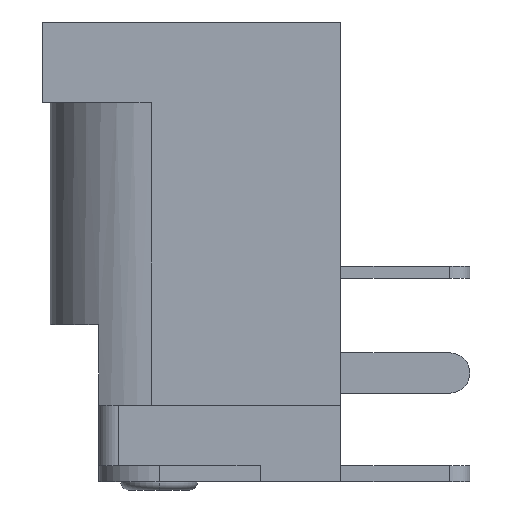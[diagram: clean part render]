
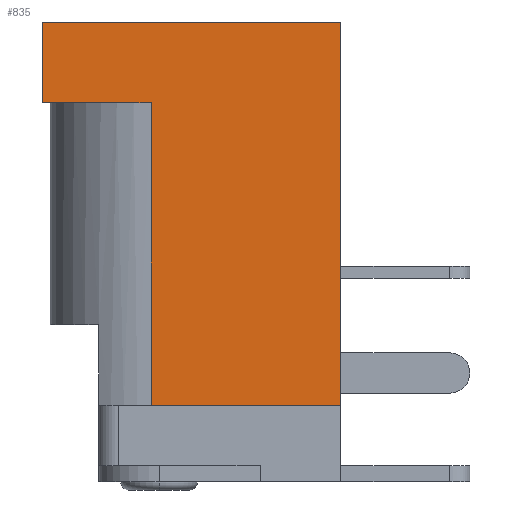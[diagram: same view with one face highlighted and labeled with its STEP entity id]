
A CAD part, left-side view. The second image highlights one B-rep face of the part: STEP entity #835.
In plain terms, the highlighted planar face has unit normal (-1, 0, 0).
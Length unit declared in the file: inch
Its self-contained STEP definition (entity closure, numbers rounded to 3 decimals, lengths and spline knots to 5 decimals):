
#65 = VECTOR ( 'NONE', #516, 39.37008 ) ;
#67 = DIRECTION ( 'NONE',  ( 0., 0., 1. ) ) ;
#80 = PLANE ( 'NONE',  #174 ) ;
#98 = EDGE_CURVE ( 'NONE', #416, #1770, #1319, .T. ) ;
#132 = VECTOR ( 'NONE', #1185, 39.37008 ) ;
#151 = EDGE_CURVE ( 'NONE', #479, #1128, #1811, .T. ) ;
#156 = ORIENTED_EDGE ( 'NONE', *, *, #151, .T. ) ;
#174 = AXIS2_PLACEMENT_3D ( 'NONE', #646, #808, #67 ) ;
#229 = VERTEX_POINT ( 'NONE', #906 ) ;
#301 = CARTESIAN_POINT ( 'NONE',  ( -0.09843, 0., -0.37402 ) ) ;
#324 = VECTOR ( 'NONE', #567, 39.37008 ) ;
#366 = DIRECTION ( 'NONE',  ( 0., 0., 1. ) ) ;
#393 = ORIENTED_EDGE ( 'NONE', *, *, #1344, .T. ) ;
#416 = VERTEX_POINT ( 'NONE', #996 ) ;
#428 = ORIENTED_EDGE ( 'NONE', *, *, #1626, .F. ) ;
#479 = VERTEX_POINT ( 'NONE', #1454 ) ;
#509 = VECTOR ( 'NONE', #1191, 39.37008 ) ;
#516 = DIRECTION ( 'NONE',  ( 0., 1., 0. ) ) ;
#567 = DIRECTION ( 'NONE',  ( 0., 0., -1. ) ) ;
#646 = CARTESIAN_POINT ( 'NONE',  ( -0.09843, 0., -0.37402 ) ) ;
#725 = CARTESIAN_POINT ( 'NONE',  ( -0.09843, 0.18504, -0.07874 ) ) ;
#754 = LINE ( 'NONE', #897, #509 ) ;
#788 = ORIENTED_EDGE ( 'NONE', *, *, #98, .F. ) ;
#808 = DIRECTION ( 'NONE',  ( -1., 0., 0. ) ) ;
#815 = LINE ( 'NONE', #1875, #1013 ) ;
#828 = LINE ( 'NONE', #848, #65 ) ;
#835 = ADVANCED_FACE ( 'NONE', ( #1257 ), #80, .T. ) ;
#848 = CARTESIAN_POINT ( 'NONE',  ( -0.09843, 0.29134, -0.07874 ) ) ;
#897 = CARTESIAN_POINT ( 'NONE',  ( -0.09843, 0., -0.37402 ) ) ;
#906 = CARTESIAN_POINT ( 'NONE',  ( -0.09843, 0., 0. ) ) ;
#996 = CARTESIAN_POINT ( 'NONE',  ( -0.09843, 0.29134, -0.07874 ) ) ;
#1013 = VECTOR ( 'NONE', #1253, 39.37008 ) ;
#1047 = EDGE_CURVE ( 'NONE', #1770, #229, #815, .T. ) ;
#1079 = CARTESIAN_POINT ( 'NONE',  ( -0.09843, 0.29134, 0. ) ) ;
#1125 = VERTEX_POINT ( 'NONE', #301 ) ;
#1128 = VERTEX_POINT ( 'NONE', #1572 ) ;
#1185 = DIRECTION ( 'NONE',  ( 0., -1., 0. ) ) ;
#1191 = DIRECTION ( 'NONE',  ( 0., 0., 1. ) ) ;
#1206 = VECTOR ( 'NONE', #366, 39.37008 ) ;
#1253 = DIRECTION ( 'NONE',  ( 0., -1., 0. ) ) ;
#1257 = FACE_OUTER_BOUND ( 'NONE', #1846, .T. ) ;
#1276 = ORIENTED_EDGE ( 'NONE', *, *, #1376, .T. ) ;
#1319 = LINE ( 'NONE', #1739, #1206 ) ;
#1344 = EDGE_CURVE ( 'NONE', #1125, #229, #754, .T. ) ;
#1376 = EDGE_CURVE ( 'NONE', #1128, #1125, #1943, .T. ) ;
#1454 = CARTESIAN_POINT ( 'NONE',  ( -0.09843, 0.18504, -0.07874 ) ) ;
#1564 = ORIENTED_EDGE ( 'NONE', *, *, #1047, .F. ) ;
#1572 = CARTESIAN_POINT ( 'NONE',  ( -0.09843, 0.18504, -0.37402 ) ) ;
#1626 = EDGE_CURVE ( 'NONE', #479, #416, #828, .T. ) ;
#1666 = CARTESIAN_POINT ( 'NONE',  ( -0.09843, 0., -0.37402 ) ) ;
#1739 = CARTESIAN_POINT ( 'NONE',  ( -0.09843, 0.29134, -0.37402 ) ) ;
#1770 = VERTEX_POINT ( 'NONE', #1079 ) ;
#1811 = LINE ( 'NONE', #725, #324 ) ;
#1846 = EDGE_LOOP ( 'NONE', ( #156, #1276, #393, #1564, #788, #428 ) ) ;
#1875 = CARTESIAN_POINT ( 'NONE',  ( -0.09843, 0., 0. ) ) ;
#1943 = LINE ( 'NONE', #1666, #132 ) ;
